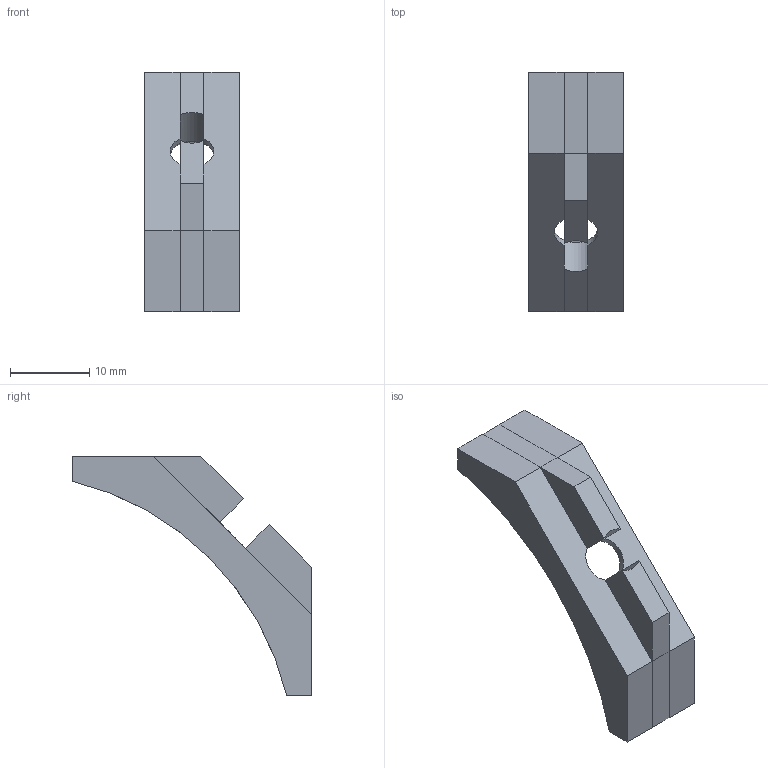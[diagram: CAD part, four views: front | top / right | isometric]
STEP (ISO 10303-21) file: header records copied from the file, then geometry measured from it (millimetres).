
FILE_DESCRIPTION(('FreeCAD Model'),'2;1');
FILE_NAME('Open CASCADE Shape Model','2024-12-02T13:17:23',(''),(''), 'Open CASCADE STEP processor 7.6','FreeCAD','Unknown');
FILE_SCHEMA(('AUTOMOTIVE_DESIGN { 1 0 10303 214 1 1 1 1 }'));
Length unit declared in the file: millimetre
Products named in the file (1): Тіло002
Bounding box: 12 x 30.25 x 30.25 mm (x, y, z)
Volume: 2510.2 mm3; surface area: 1770.3 mm2
Topology: 1 solids, 1 shells, 34 faces, 81 edges, 47 vertices
Faces by surface type: plane 24, cylinder 5, bspline 5
Full cylindrical faces by diameter (mm): 5.5 x1
Entity records: 1563 total; most frequent: CARTESIAN_POINT 797, ORIENTED_EDGE 162, DIRECTION 137, EDGE_CURVE 81, LINE 55, VECTOR 55, VERTEX_POINT 47, AXIS2_PLACEMENT_3D 41
